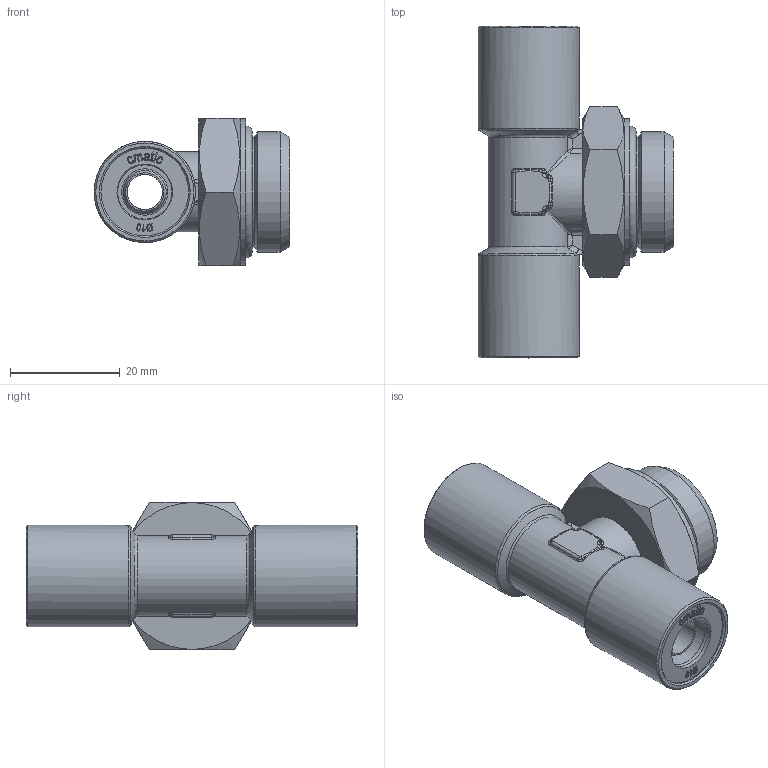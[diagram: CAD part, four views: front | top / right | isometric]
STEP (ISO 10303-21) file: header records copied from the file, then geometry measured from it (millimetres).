
FILE_DESCRIPTION(( 'MAF.21.10.M22X1.5.stp' ), '1');
FILE_NAME( 'MAF.21.10.M22X1.5.stp', '2021-02-19T15:26:46',( 'Sopra'),('sopra-pneumatic.com'), 'SwSTEP 2.0','SolidWorks 2009','' );
FILE_SCHEMA( ( 'CONFIG_CONTROL_DESIGN' ) );
Length unit declared in the file: millimetre
Products named in the file (1): Rivoluzione2
Bounding box: 35.75 x 60.6 x 27 mm (x, y, z)
Volume: 16165.7 mm3; surface area: 10629.5 mm2
Topology: 1 solids, 1 shells, 536 faces, 1387 edges, 860 vertices
Faces by surface type: bspline 246, plane 171, cylinder 65, torus 23, cone 17, sphere 14
Full cylindrical faces by diameter (mm): 6.45 x2, 6.5 x2, 7.85 x2, 10 x1, 10.15 x4, 15 x1, 16 x2, 18.5 x2, 19.9 x1, 22 x1, 24.4 x1, 26.8 x1
Entity records: 25752 total; most frequent: CARTESIAN_POINT 14809, ORIENTED_EDGE 2614, DIRECTION 1572, EDGE_CURVE 1307, VERTEX_POINT 851, EDGE_LOOP 617, FACE_OUTER_BOUND 561, B_SPLINE_CURVE_WITH_KNOTS 538
